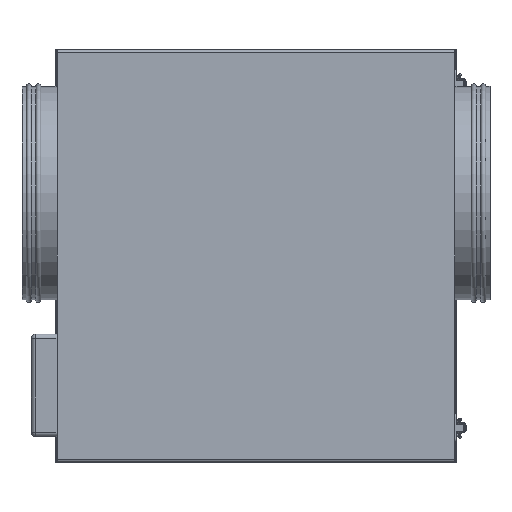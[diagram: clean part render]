
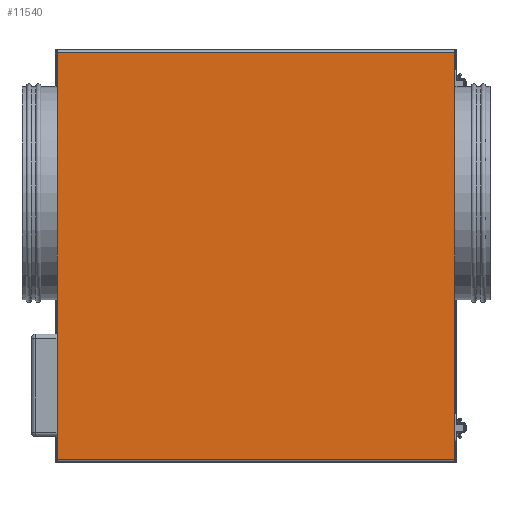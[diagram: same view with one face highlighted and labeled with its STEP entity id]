
A CAD part, front view. The second image highlights one B-rep face of the part: STEP entity #11540.
In plain terms, the highlighted planar face has unit normal (0, -1, 0).
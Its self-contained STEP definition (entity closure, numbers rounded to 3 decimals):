
#96 = VERTEX_POINT ( 'NONE', #14341 ) ;
#298 = CARTESIAN_POINT ( 'NONE',  ( -233., 0., 3.737 ) ) ;
#331 = DIRECTION ( 'NONE',  ( 0., 0., -1. ) ) ;
#332 = VECTOR ( 'NONE', #331, 1000. ) ;
#333 = CARTESIAN_POINT ( 'NONE',  ( -233., 0., 483. ) ) ;
#334 = LINE ( 'NONE', #333, #332 ) ;
#1894 = VERTEX_POINT ( 'NONE', #298 ) ;
#2056 = EDGE_CURVE ( 'NONE', #96, #1894, #334, .T. ) ;
#2474 = CARTESIAN_POINT ( 'NONE',  ( 233., 0., 3.737 ) ) ;
#2530 = DIRECTION ( 'NONE',  ( -1., 0., 0. ) ) ;
#2531 = VECTOR ( 'NONE', #2530, 1000. ) ;
#2532 = CARTESIAN_POINT ( 'NONE',  ( -233., 0., 3.737 ) ) ;
#2533 = LINE ( 'NONE', #2532, #2531 ) ;
#2581 = DIRECTION ( 'NONE',  ( -1., 0., 0. ) ) ;
#2582 = VECTOR ( 'NONE', #2581, 1000. ) ;
#2583 = CARTESIAN_POINT ( 'NONE',  ( 233., 0., 479.263 ) ) ;
#2584 = LINE ( 'NONE', #2583, #2582 ) ;
#2589 = CARTESIAN_POINT ( 'NONE',  ( 233., 0., 479.263 ) ) ;
#2617 = CARTESIAN_POINT ( 'NONE',  ( -233., 0., 483. ) ) ;
#2618 = AXIS2_PLACEMENT_3D ( 'NONE', #2617, #2679, #2678 ) ;
#2620 = PLANE ( 'NONE',  #2618 ) ;
#2637 = FACE_OUTER_BOUND ( 'NONE', #11538, .T. ) ;
#2678 = DIRECTION ( 'NONE',  ( 0., 0., 1. ) ) ;
#2679 = DIRECTION ( 'NONE',  ( 0., 1., 0. ) ) ;
#2917 = DIRECTION ( 'NONE',  ( 0., 0., 1. ) ) ;
#2918 = VECTOR ( 'NONE', #2917, 1000. ) ;
#2919 = CARTESIAN_POINT ( 'NONE',  ( 233., 0., 483. ) ) ;
#2920 = LINE ( 'NONE', #2919, #2918 ) ;
#11503 = ORIENTED_EDGE ( 'NONE', *, *, #11624, .T. ) ;
#11504 = VERTEX_POINT ( 'NONE', #2474 ) ;
#11505 = ORIENTED_EDGE ( 'NONE', *, *, #11525, .T. ) ;
#11507 = EDGE_CURVE ( 'NONE', #11504, #1894, #2533, .T. ) ;
#11523 = VERTEX_POINT ( 'NONE', #2589 ) ;
#11525 = EDGE_CURVE ( 'NONE', #11523, #96, #2584, .T. ) ;
#11527 = ORIENTED_EDGE ( 'NONE', *, *, #2056, .T. ) ;
#11528 = ORIENTED_EDGE ( 'NONE', *, *, #11507, .F. ) ;
#11538 = EDGE_LOOP ( 'NONE', ( #11505, #11527, #11528, #11503 ) ) ;
#11540 = ADVANCED_FACE ( 'NONE', ( #2637 ), #2620, .F. ) ;
#11624 = EDGE_CURVE ( 'NONE', #11504, #11523, #2920, .T. ) ;
#14341 = CARTESIAN_POINT ( 'NONE',  ( -233., 0., 479.263 ) ) ;
